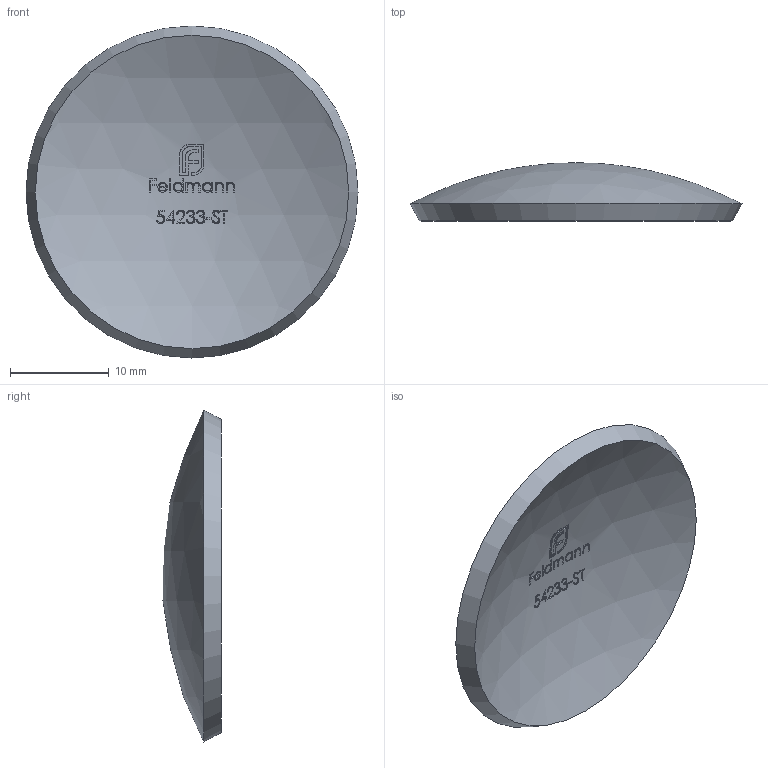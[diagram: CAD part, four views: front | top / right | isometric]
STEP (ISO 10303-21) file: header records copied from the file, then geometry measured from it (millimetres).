
FILE_DESCRIPTION (( 'STEP AP203' ), '1' );
FILE_NAME ('54233-ST.step', '2022-05-05T09:42:28', ( '' ), ( '' ), 'SwSTEP 2.0', 'SolidWorks 2018', '' );
FILE_SCHEMA (( 'CONFIG_CONTROL_DESIGN' ));
Length unit declared in the file: millimetre
Products named in the file (1): 54233-ST
Bounding box: 33.7 x 5.91 x 33.7 mm (x, y, z)
Volume: 1791.4 mm3; surface area: 2010.7 mm2
Topology: 1 solids, 1 shells, 270 faces, 741 edges, 494 vertices
Faces by surface type: bspline 125, plane 121, sphere 23, cone 1
Entity records: 13103 total; most frequent: CARTESIAN_POINT 6782, ORIENTED_EDGE 1480, DIRECTION 1026, EDGE_CURVE 740, VERTEX_POINT 494, AXIS2_PLACEMENT_3D 390, EDGE_LOOP 292, ADVANCED_FACE 270
